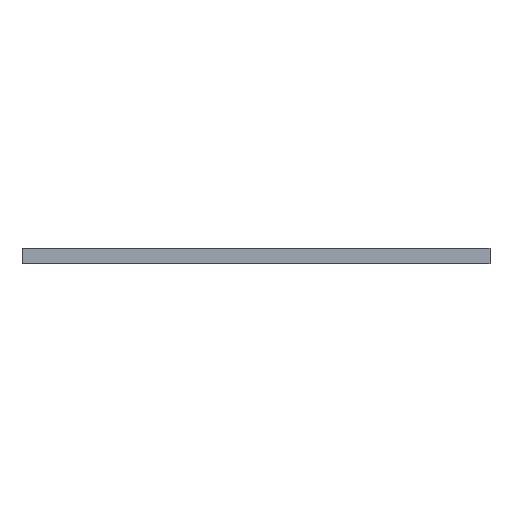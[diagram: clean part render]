
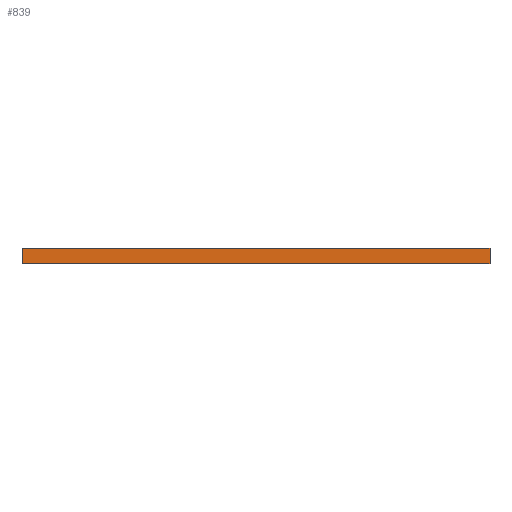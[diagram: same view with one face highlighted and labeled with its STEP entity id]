
A CAD part, front view. The second image highlights one B-rep face of the part: STEP entity #839.
In plain terms, the highlighted planar face has unit normal (0, -1, 0).
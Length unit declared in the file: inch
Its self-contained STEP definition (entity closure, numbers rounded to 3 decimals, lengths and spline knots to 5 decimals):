
#34 = VERTEX_POINT ( 'NONE', #424 ) ;
#57 = CARTESIAN_POINT ( 'NONE',  ( -1.19291, -2.52953, 0.07874 ) ) ;
#61 = LINE ( 'NONE', #78, #253 ) ;
#72 = EDGE_CURVE ( 'NONE', #821, #646, #622, .T. ) ;
#78 = CARTESIAN_POINT ( 'NONE',  ( -1.19291, -2.52953, 0.07874 ) ) ;
#240 = ORIENTED_EDGE ( 'NONE', *, *, #72, .T. ) ;
#253 = VECTOR ( 'NONE', #755, 39.37008 ) ;
#276 = FACE_OUTER_BOUND ( 'NONE', #613, .T. ) ;
#286 = AXIS2_PLACEMENT_3D ( 'NONE', #766, #548, #696 ) ;
#312 = LINE ( 'NONE', #431, #386 ) ;
#335 = ORIENTED_EDGE ( 'NONE', *, *, #479, .F. ) ;
#386 = VECTOR ( 'NONE', #426, 39.37008 ) ;
#419 = PLANE ( 'NONE',  #286 ) ;
#421 = DIRECTION ( 'NONE',  ( 1., 0., 0. ) ) ;
#424 = CARTESIAN_POINT ( 'NONE',  ( 1.19291, -2.52953, 0.07874 ) ) ;
#426 = DIRECTION ( 'NONE',  ( 0., 0., -1. ) ) ;
#431 = CARTESIAN_POINT ( 'NONE',  ( 1.19291, -2.52953, 0.07874 ) ) ;
#436 = CARTESIAN_POINT ( 'NONE',  ( 1.19291, -2.52953, 0. ) ) ;
#466 = VECTOR ( 'NONE', #687, 39.37008 ) ;
#479 = EDGE_CURVE ( 'NONE', #741, #34, #565, .T. ) ;
#486 = CARTESIAN_POINT ( 'NONE',  ( -1.19291, -2.52953, 0.07874 ) ) ;
#490 = CARTESIAN_POINT ( 'NONE',  ( -1.19291, -2.52953, 0. ) ) ;
#548 = DIRECTION ( 'NONE',  ( 0., 1., 0. ) ) ;
#565 = LINE ( 'NONE', #486, #466 ) ;
#573 = ORIENTED_EDGE ( 'NONE', *, *, #848, .T. ) ;
#590 = VECTOR ( 'NONE', #421, 39.37008 ) ;
#610 = EDGE_CURVE ( 'NONE', #34, #646, #312, .T. ) ;
#613 = EDGE_LOOP ( 'NONE', ( #240, #668, #335, #573 ) ) ;
#622 = LINE ( 'NONE', #490, #590 ) ;
#646 = VERTEX_POINT ( 'NONE', #436 ) ;
#668 = ORIENTED_EDGE ( 'NONE', *, *, #610, .F. ) ;
#687 = DIRECTION ( 'NONE',  ( 1., 0., 0. ) ) ;
#696 = DIRECTION ( 'NONE',  ( -1., 0., 0. ) ) ;
#741 = VERTEX_POINT ( 'NONE', #57 ) ;
#755 = DIRECTION ( 'NONE',  ( 0., 0., -1. ) ) ;
#766 = CARTESIAN_POINT ( 'NONE',  ( -1.19291, -2.52953, 0.07874 ) ) ;
#821 = VERTEX_POINT ( 'NONE', #823 ) ;
#823 = CARTESIAN_POINT ( 'NONE',  ( -1.19291, -2.52953, 0. ) ) ;
#839 = ADVANCED_FACE ( 'NONE', ( #276 ), #419, .F. ) ;
#848 = EDGE_CURVE ( 'NONE', #741, #821, #61, .T. ) ;
